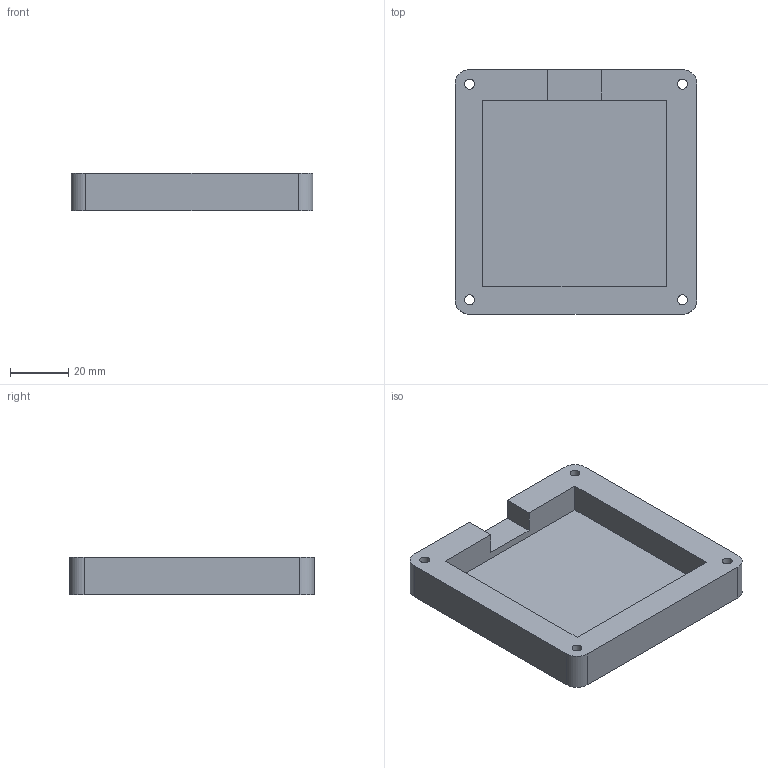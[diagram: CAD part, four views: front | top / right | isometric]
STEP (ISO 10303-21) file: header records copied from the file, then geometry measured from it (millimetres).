
FILE_DESCRIPTION(/* description */ (''),/* implementation_level */ '2;1');
FILE_NAME(/* name */ 'bottom_case_with_text.step',/* time_stamp */ '2025-06-23T11:03:38-05:00',/* author */ (''),/* organization */ (''),/* preprocessor_version */ 'ST-DEVELOPER v20.1',/* originating_system */ 'Autodesk Translation Framework v14.10.0.0',/* authorisation */ '');
FILE_SCHEMA (('AUTOMOTIVE_DESIGN { 1 0 10303 214 3 1 1 }'));
Length unit declared in the file: millimetre
Products named in the file (2): 2025-06-23-10-21-58-845; 2025-06-23-10-23-46-954
Bounding box: 83 x 84 x 13 mm (x, y, z)
Volume: 47839.5 mm3; surface area: 21190 mm2
Topology: 1 solids, 1 shells, 192 faces, 534 edges, 356 vertices
Faces by surface type: bspline 116, plane 64, cylinder 12
Full cylindrical faces by diameter (mm): 3.4 x4, 6 x4
Entity records: 7271 total; most frequent: CARTESIAN_POINT 3057, ORIENTED_EDGE 1068, EDGE_CURVE 534, DIRECTION 484, VERTEX_POINT 356, LINE 278, VECTOR 278, B_SPLINE_CURVE_WITH_KNOTS 232
